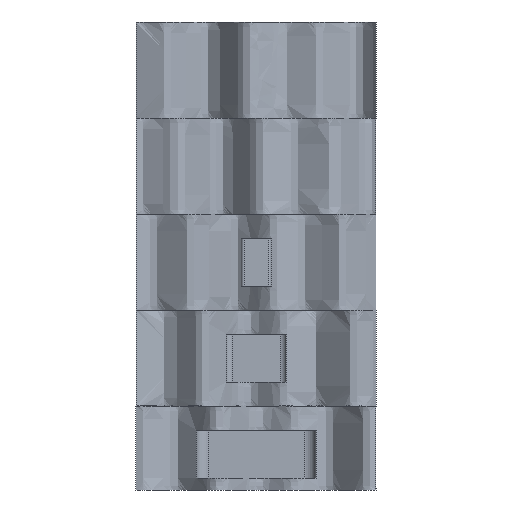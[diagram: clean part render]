
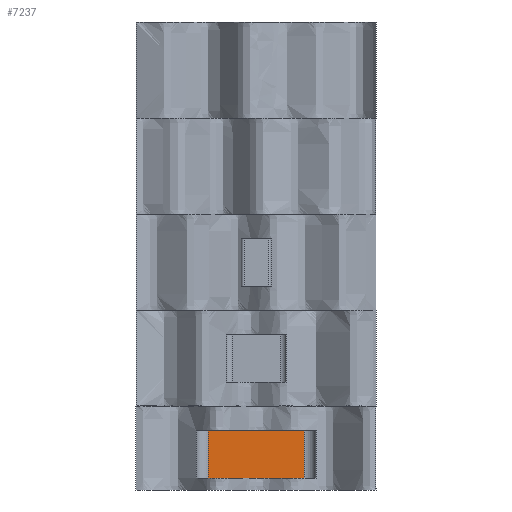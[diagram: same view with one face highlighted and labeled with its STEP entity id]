
A CAD part, front view. The second image highlights one B-rep face of the part: STEP entity #7237.
In plain terms, the highlighted planar face has unit normal (0, 1, 0).
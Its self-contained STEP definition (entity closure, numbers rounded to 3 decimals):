
#6038 = PLANE('',#6039);
#6039 = AXIS2_PLACEMENT_3D('',#6040,#6041,#6042);
#6040 = CARTESIAN_POINT('',(-25.,-25.,50.));
#6041 = DIRECTION('',(0.,0.,1.));
#6042 = DIRECTION('',(1.,0.,0.));
#6664 = PLANE('',#6665);
#6665 = AXIS2_PLACEMENT_3D('',#6666,#6667,#6668);
#6666 = CARTESIAN_POINT('',(-25.,-25.,30.));
#6667 = DIRECTION('',(0.,0.,1.));
#6668 = DIRECTION('',(1.,0.,0.));
#6947 = VERTEX_POINT('',#6948);
#6948 = CARTESIAN_POINT('',(20.,25.,50.));
#6963 = CYLINDRICAL_SURFACE('',#6964,5.);
#6964 = AXIS2_PLACEMENT_3D('',#6965,#6966,#6967);
#6965 = CARTESIAN_POINT('',(20.,20.,30.));
#6966 = DIRECTION('',(0.,0.,1.));
#6967 = DIRECTION('',(1.,0.,-0.));
#6975 = EDGE_CURVE('',#6976,#6947,#6978,.T.);
#6976 = VERTEX_POINT('',#6977);
#6977 = CARTESIAN_POINT('',(-20.,25.,50.));
#6978 = SURFACE_CURVE('',#6979,(#6983,#6990),.PCURVE_S1.);
#6979 = LINE('',#6980,#6981);
#6980 = CARTESIAN_POINT('',(-25.,25.,50.));
#6981 = VECTOR('',#6982,1.);
#6982 = DIRECTION('',(1.,0.,0.));
#6983 = PCURVE('',#6038,#6984);
#6984 = DEFINITIONAL_REPRESENTATION('',(#6985),#6989);
#6985 = LINE('',#6986,#6987);
#6986 = CARTESIAN_POINT('',(0.,50.));
#6987 = VECTOR('',#6988,1.);
#6988 = DIRECTION('',(1.,0.));
#6989 = ( GEOMETRIC_REPRESENTATION_CONTEXT(2) 
PARAMETRIC_REPRESENTATION_CONTEXT() REPRESENTATION_CONTEXT('2D SPACE',''
  ) );
#6990 = PCURVE('',#6991,#6996);
#6991 = PLANE('',#6992);
#6992 = AXIS2_PLACEMENT_3D('',#6993,#6994,#6995);
#6993 = CARTESIAN_POINT('',(-25.,25.,30.));
#6994 = DIRECTION('',(0.,1.,0.));
#6995 = DIRECTION('',(0.,0.,1.));
#6996 = DEFINITIONAL_REPRESENTATION('',(#6997),#7001);
#6997 = LINE('',#6998,#6999);
#6998 = CARTESIAN_POINT('',(20.,0.));
#6999 = VECTOR('',#7000,1.);
#7000 = DIRECTION('',(0.,1.));
#7001 = ( GEOMETRIC_REPRESENTATION_CONTEXT(2) 
PARAMETRIC_REPRESENTATION_CONTEXT() REPRESENTATION_CONTEXT('2D SPACE',''
  ) );
#7022 = CYLINDRICAL_SURFACE('',#7023,5.);
#7023 = AXIS2_PLACEMENT_3D('',#7024,#7025,#7026);
#7024 = CARTESIAN_POINT('',(-20.,20.,30.));
#7025 = DIRECTION('',(0.,0.,1.));
#7026 = DIRECTION('',(-1.,-0.,0.));
#7139 = VERTEX_POINT('',#7140);
#7140 = CARTESIAN_POINT('',(20.,25.,30.));
#7162 = EDGE_CURVE('',#7163,#7139,#7165,.T.);
#7163 = VERTEX_POINT('',#7164);
#7164 = CARTESIAN_POINT('',(-20.,25.,30.));
#7165 = SURFACE_CURVE('',#7166,(#7170,#7177),.PCURVE_S1.);
#7166 = LINE('',#7167,#7168);
#7167 = CARTESIAN_POINT('',(-25.,25.,30.));
#7168 = VECTOR('',#7169,1.);
#7169 = DIRECTION('',(1.,0.,0.));
#7170 = PCURVE('',#6664,#7171);
#7171 = DEFINITIONAL_REPRESENTATION('',(#7172),#7176);
#7172 = LINE('',#7173,#7174);
#7173 = CARTESIAN_POINT('',(0.,50.));
#7174 = VECTOR('',#7175,1.);
#7175 = DIRECTION('',(1.,0.));
#7176 = ( GEOMETRIC_REPRESENTATION_CONTEXT(2) 
PARAMETRIC_REPRESENTATION_CONTEXT() REPRESENTATION_CONTEXT('2D SPACE',''
  ) );
#7177 = PCURVE('',#6991,#7178);
#7178 = DEFINITIONAL_REPRESENTATION('',(#7179),#7183);
#7179 = LINE('',#7180,#7181);
#7180 = CARTESIAN_POINT('',(0.,0.));
#7181 = VECTOR('',#7182,1.);
#7182 = DIRECTION('',(0.,1.));
#7183 = ( GEOMETRIC_REPRESENTATION_CONTEXT(2) 
PARAMETRIC_REPRESENTATION_CONTEXT() REPRESENTATION_CONTEXT('2D SPACE',''
  ) );
#7215 = EDGE_CURVE('',#7163,#6976,#7216,.T.);
#7216 = SURFACE_CURVE('',#7217,(#7221,#7228),.PCURVE_S1.);
#7217 = LINE('',#7218,#7219);
#7218 = CARTESIAN_POINT('',(-20.,25.,30.));
#7219 = VECTOR('',#7220,1.);
#7220 = DIRECTION('',(0.,0.,1.));
#7221 = PCURVE('',#7022,#7222);
#7222 = DEFINITIONAL_REPRESENTATION('',(#7223),#7227);
#7223 = LINE('',#7224,#7225);
#7224 = CARTESIAN_POINT('',(-1.571,0.));
#7225 = VECTOR('',#7226,1.);
#7226 = DIRECTION('',(-0.,1.));
#7227 = ( GEOMETRIC_REPRESENTATION_CONTEXT(2) 
PARAMETRIC_REPRESENTATION_CONTEXT() REPRESENTATION_CONTEXT('2D SPACE',''
  ) );
#7228 = PCURVE('',#6991,#7229);
#7229 = DEFINITIONAL_REPRESENTATION('',(#7230),#7234);
#7230 = LINE('',#7231,#7232);
#7231 = CARTESIAN_POINT('',(0.,5.));
#7232 = VECTOR('',#7233,1.);
#7233 = DIRECTION('',(1.,0.));
#7234 = ( GEOMETRIC_REPRESENTATION_CONTEXT(2) 
PARAMETRIC_REPRESENTATION_CONTEXT() REPRESENTATION_CONTEXT('2D SPACE',''
  ) );
#7237 = ADVANCED_FACE('',(#7238),#6991,.T.);
#7238 = FACE_BOUND('',#7239,.T.);
#7239 = EDGE_LOOP('',(#7240,#7241,#7242,#7243));
#7240 = ORIENTED_EDGE('',*,*,#7162,.F.);
#7241 = ORIENTED_EDGE('',*,*,#7215,.T.);
#7242 = ORIENTED_EDGE('',*,*,#6975,.T.);
#7243 = ORIENTED_EDGE('',*,*,#7244,.F.);
#7244 = EDGE_CURVE('',#7139,#6947,#7245,.T.);
#7245 = SURFACE_CURVE('',#7246,(#7250,#7257),.PCURVE_S1.);
#7246 = LINE('',#7247,#7248);
#7247 = CARTESIAN_POINT('',(20.,25.,30.));
#7248 = VECTOR('',#7249,1.);
#7249 = DIRECTION('',(0.,0.,1.));
#7250 = PCURVE('',#6991,#7251);
#7251 = DEFINITIONAL_REPRESENTATION('',(#7252),#7256);
#7252 = LINE('',#7253,#7254);
#7253 = CARTESIAN_POINT('',(0.,45.));
#7254 = VECTOR('',#7255,1.);
#7255 = DIRECTION('',(1.,0.));
#7256 = ( GEOMETRIC_REPRESENTATION_CONTEXT(2) 
PARAMETRIC_REPRESENTATION_CONTEXT() REPRESENTATION_CONTEXT('2D SPACE',''
  ) );
#7257 = PCURVE('',#6963,#7258);
#7258 = DEFINITIONAL_REPRESENTATION('',(#7259),#7263);
#7259 = LINE('',#7260,#7261);
#7260 = CARTESIAN_POINT('',(1.571,0.));
#7261 = VECTOR('',#7262,1.);
#7262 = DIRECTION('',(0.,1.));
#7263 = ( GEOMETRIC_REPRESENTATION_CONTEXT(2) 
PARAMETRIC_REPRESENTATION_CONTEXT() REPRESENTATION_CONTEXT('2D SPACE',''
  ) );
